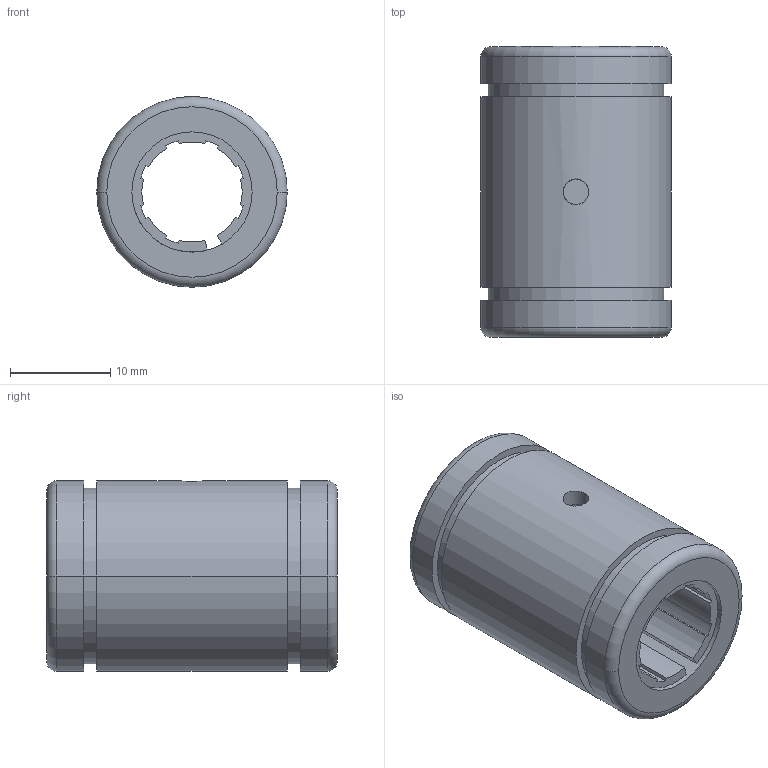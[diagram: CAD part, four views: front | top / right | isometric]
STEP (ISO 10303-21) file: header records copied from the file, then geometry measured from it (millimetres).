
FILE_DESCRIPTION(('STEP AP214'),'1');
FILE_NAME('cctmp_0A95F893-FF86-451F-BC74-C7C2E74C0F3D_2018_12_7_16_32_59_633..stp','2018-12-07T15:32:59',('igus GmbH'),('CADClick - www.CADClick.com'),'Spatial InterOp 3D',' ','unknown authorization');
FILE_SCHEMA(('AUTOMOTIVE_DESIGN'));
Length unit declared in the file: millimetre
Products named in the file (1): 2018_12_07__16-32-59-633
Bounding box: 19 x 29 x 19 mm (x, y, z)
Volume: 5611.7 mm3; surface area: 3513.8 mm2
Topology: 1 solids, 8 shells, 113 faces, 266 edges, 176 vertices
Faces by surface type: plane 56, cylinder 53, torus 4
Entity records: 4286 total; most frequent: CARTESIAN_POINT 658, DIRECTION 598, ORIENTED_EDGE 532, EDGE_CURVE 266, AXIS2_PLACEMENT_3D 224, VERTEX_POINT 176, LINE 150, VECTOR 150
